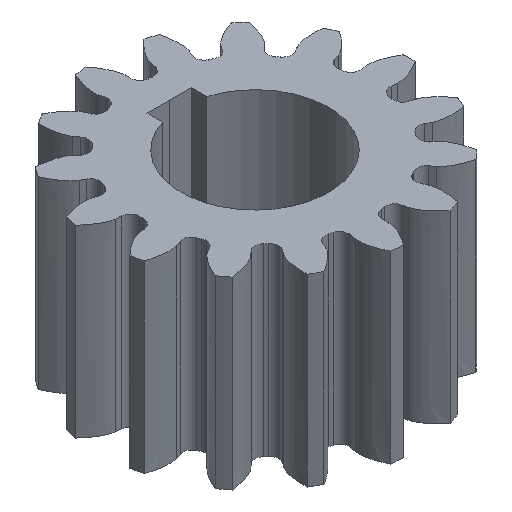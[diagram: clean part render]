
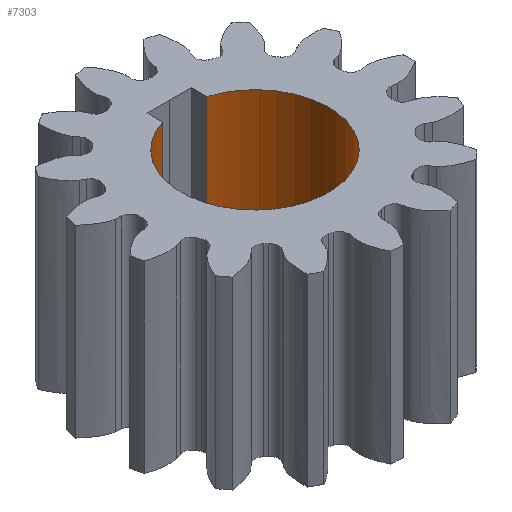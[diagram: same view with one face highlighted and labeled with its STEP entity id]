
A CAD part, isometric view. The second image highlights one B-rep face of the part: STEP entity #7303.
In plain terms, the highlighted cylindrical face has radius 20 mm (diameter 40 mm), a partial arc.
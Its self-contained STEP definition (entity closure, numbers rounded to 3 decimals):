
#7089=CARTESIAN_POINT('Vertex',(6.,19.079,50.)) ;
#7092=CARTESIAN_POINT('Axis2P3D Location',(0.,0.,50.)) ;
#7096=CARTESIAN_POINT('Vertex',(-6.,19.079,50.)) ;
#7245=CARTESIAN_POINT('Vertex',(-6.,19.079,0.)) ;
#7248=CARTESIAN_POINT('Axis2P3D Location',(0.,0.,0.)) ;
#7252=CARTESIAN_POINT('Vertex',(6.,19.079,0.)) ;
#7282=CARTESIAN_POINT('Axis2P3D Location',(0.,0.,25.)) ;
#7287=CARTESIAN_POINT('Line Origine',(-6.,19.079,25.)) ;
#7292=CARTESIAN_POINT('Line Origine',(6.,19.079,25.)) ;
#7093=DIRECTION('Axis2P3D Direction',(0.,0.,1.)) ;
#7249=DIRECTION('Axis2P3D Direction',(0.,0.,1.)) ;
#7283=DIRECTION('Axis2P3D Direction',(0.,0.,1.)) ;
#7284=DIRECTION('Axis2P3D XDirection',(-0.3,0.954,0.)) ;
#7288=DIRECTION('Vector Direction',(0.,0.,1.)) ;
#7293=DIRECTION('Vector Direction',(0.,0.,1.)) ;
#7094=AXIS2_PLACEMENT_3D('Circle Axis2P3D',#7092,#7093,$) ;
#7250=AXIS2_PLACEMENT_3D('Circle Axis2P3D',#7248,#7249,$) ;
#7285=AXIS2_PLACEMENT_3D('Cylinder Axis2P3D',#7282,#7283,#7284) ;
#7298=ORIENTED_EDGE('',*,*,#7291,.F.) ;
#7299=ORIENTED_EDGE('',*,*,#7098,.T.) ;
#7300=ORIENTED_EDGE('',*,*,#7296,.T.) ;
#7301=ORIENTED_EDGE('',*,*,#7254,.F.) ;
#7289=VECTOR('Line Direction',#7288,1.) ;
#7294=VECTOR('Line Direction',#7293,1.) ;
#7303=ADVANCED_FACE('PartBody',(#7302),#7286,.F.) ;
#7095=CIRCLE('generated circle',#7094,20.) ;
#7251=CIRCLE('generated circle',#7250,20.) ;
#7286=CYLINDRICAL_SURFACE('generated cylinder',#7285,20.) ;
#7098=EDGE_CURVE('',#7097,#7090,#7095,.T.) ;
#7254=EDGE_CURVE('',#7246,#7253,#7251,.T.) ;
#7291=EDGE_CURVE('',#7097,#7246,#7290,.F.) ;
#7296=EDGE_CURVE('',#7090,#7253,#7295,.F.) ;
#7297=EDGE_LOOP('',(#7298,#7299,#7300,#7301)) ;
#7302=FACE_OUTER_BOUND('',#7297,.T.) ;
#7290=LINE('Line',#7287,#7289) ;
#7295=LINE('Line',#7292,#7294) ;
#7090=VERTEX_POINT('',#7089) ;
#7097=VERTEX_POINT('',#7096) ;
#7246=VERTEX_POINT('',#7245) ;
#7253=VERTEX_POINT('',#7252) ;
